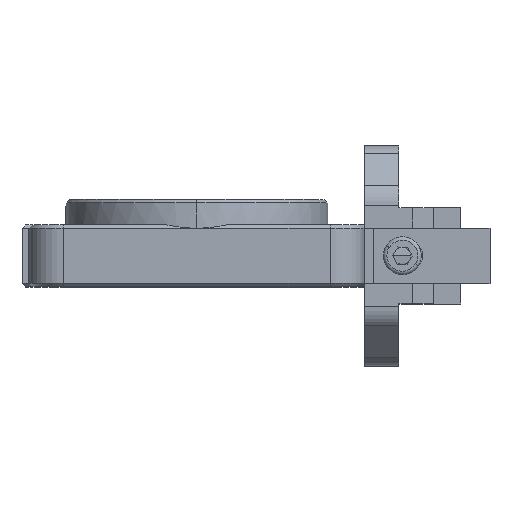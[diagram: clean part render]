
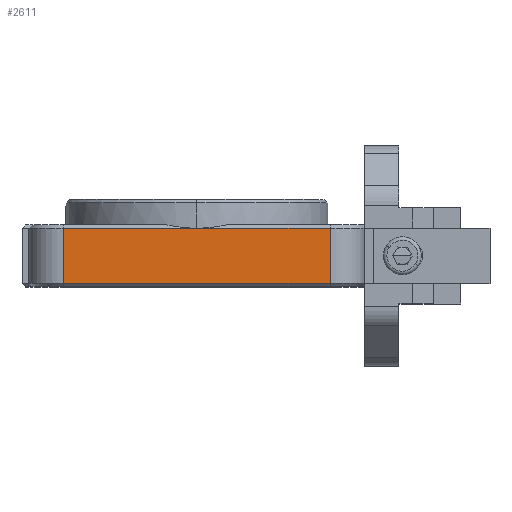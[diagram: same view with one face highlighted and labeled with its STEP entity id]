
A CAD part, top view. The second image highlights one B-rep face of the part: STEP entity #2611.
In plain terms, the highlighted planar face has unit normal (0, 0, 1).
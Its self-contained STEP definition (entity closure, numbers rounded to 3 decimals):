
#244 = LINE ( 'NONE', #661, #4501 ) ;
#268 = VECTOR ( 'NONE', #2042, 1000. ) ;
#403 = EDGE_CURVE ( 'NONE', #2528, #4486, #244, .T. ) ;
#447 = CARTESIAN_POINT ( 'NONE',  ( -5., 4., 19.05 ) ) ;
#650 = DIRECTION ( 'NONE',  ( -1., 0., 0. ) ) ;
#661 = CARTESIAN_POINT ( 'NONE',  ( -5., 8.2, 19.05 ) ) ;
#864 = VERTEX_POINT ( 'NONE', #2166 ) ;
#961 = CARTESIAN_POINT ( 'NONE',  ( -43.8, -4., 19.05 ) ) ;
#1303 = CARTESIAN_POINT ( 'NONE',  ( -5., -4., 19.05 ) ) ;
#1362 = CARTESIAN_POINT ( 'NONE',  ( -43.8, 8.2, 19.05 ) ) ;
#1364 = CARTESIAN_POINT ( 'NONE',  ( -24.4, 4., 19.05 ) ) ;
#1376 = DIRECTION ( 'NONE',  ( 1., 0., 0. ) ) ;
#1493 = CARTESIAN_POINT ( 'NONE',  ( -24.4, 4., 19.05 ) ) ;
#1595 = LINE ( 'NONE', #1493, #268 ) ;
#1654 = DIRECTION ( 'NONE',  ( 0., 0., -1. ) ) ;
#1695 = FACE_OUTER_BOUND ( 'NONE', #2041, .T. ) ;
#1779 = AXIS2_PLACEMENT_3D ( 'NONE', #4436, #1654, #650 ) ;
#1894 = VECTOR ( 'NONE', #1376, 1000. ) ;
#1944 = CARTESIAN_POINT ( 'NONE',  ( -43.8, 4., 19.05 ) ) ;
#1953 = EDGE_CURVE ( 'NONE', #864, #5905, #2959, .T. ) ;
#2041 = EDGE_LOOP ( 'NONE', ( #3484, #6551, #3888, #4413, #2299 ) ) ;
#2042 = DIRECTION ( 'NONE',  ( -1., 0., 0. ) ) ;
#2166 = CARTESIAN_POINT ( 'NONE',  ( -43.8, 4., 19.05 ) ) ;
#2246 = CARTESIAN_POINT ( 'NONE',  ( -5., -4., 19.05 ) ) ;
#2299 = ORIENTED_EDGE ( 'NONE', *, *, #3467, .T. ) ;
#2528 = VERTEX_POINT ( 'NONE', #447 ) ;
#2611 = ADVANCED_FACE ( 'NONE', ( #1695 ), #5868, .F. ) ;
#2922 = DIRECTION ( 'NONE',  ( -1., 0., 0. ) ) ;
#2959 = LINE ( 'NONE', #1362, #6150 ) ;
#3128 = VERTEX_POINT ( 'NONE', #1364 ) ;
#3241 = DIRECTION ( 'NONE',  ( 0., -1., 0. ) ) ;
#3383 = LINE ( 'NONE', #1303, #1894 ) ;
#3467 = EDGE_CURVE ( 'NONE', #3128, #864, #4357, .T. ) ;
#3484 = ORIENTED_EDGE ( 'NONE', *, *, #1953, .T. ) ;
#3888 = ORIENTED_EDGE ( 'NONE', *, *, #403, .F. ) ;
#4357 = LINE ( 'NONE', #1944, #6459 ) ;
#4413 = ORIENTED_EDGE ( 'NONE', *, *, #6302, .T. ) ;
#4436 = CARTESIAN_POINT ( 'NONE',  ( -5., 8.2, 19.05 ) ) ;
#4486 = VERTEX_POINT ( 'NONE', #2246 ) ;
#4501 = VECTOR ( 'NONE', #3241, 1000. ) ;
#5868 = PLANE ( 'NONE',  #1779 ) ;
#5905 = VERTEX_POINT ( 'NONE', #961 ) ;
#6057 = DIRECTION ( 'NONE',  ( 0., -1., 0. ) ) ;
#6150 = VECTOR ( 'NONE', #6057, 1000. ) ;
#6302 = EDGE_CURVE ( 'NONE', #2528, #3128, #1595, .T. ) ;
#6459 = VECTOR ( 'NONE', #2922, 1000. ) ;
#6529 = EDGE_CURVE ( 'NONE', #5905, #4486, #3383, .T. ) ;
#6551 = ORIENTED_EDGE ( 'NONE', *, *, #6529, .T. ) ;
